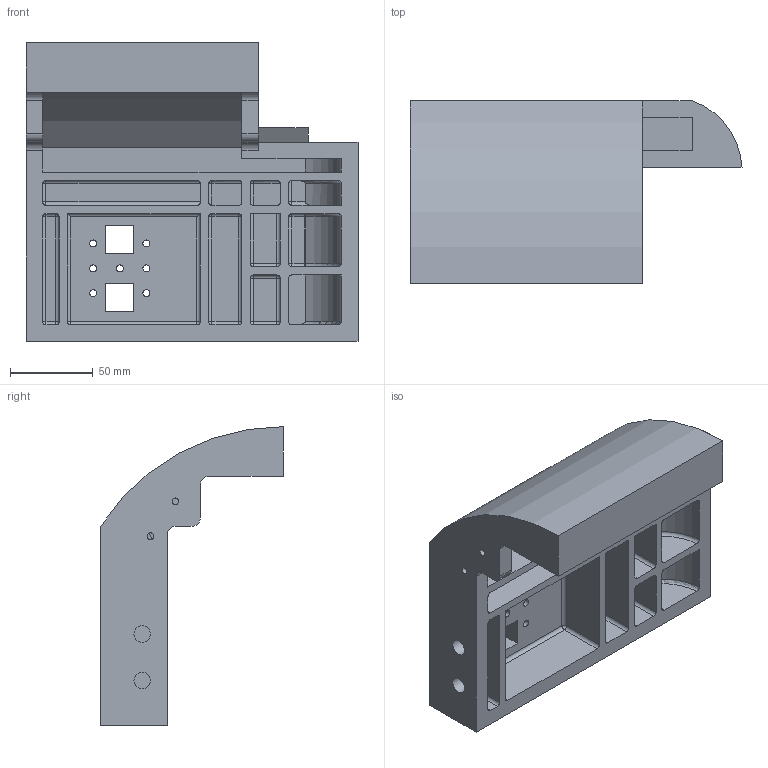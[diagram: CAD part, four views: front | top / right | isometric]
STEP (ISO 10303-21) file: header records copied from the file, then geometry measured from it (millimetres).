
FILE_DESCRIPTION(/* description */ (''),/* implementation_level */ '2;1');
FILE_NAME(/* name */ '',/* time_stamp */ '2025-05-09T02:14:29+03:00',/* author */ ('I9232'),/* organization */ (''),/* preprocessor_version */ 'ST-DEVELOPER v19.2',/* originating_system */ 'Autodesk Inventor 2023',/* authorisation */ '');
FILE_SCHEMA (('AUTOMOTIVE_DESIGN { 1 0 10303 214 3 1 1 }'));
Length unit declared in the file: millimetre
Products named in the file (1): Крышка
Bounding box: 200 x 110 x 180 mm (x, y, z)
Volume: 764691.6 mm3; surface area: 165223.6 mm2
Topology: 1 solids, 1 shells, 211 faces, 505 edges, 306 vertices
Faces by surface type: cylinder 94, plane 88, sphere 25, torus 4
Full cylindrical faces by diameter (mm): 4 x2, 4.2 x7, 10 x5
Entity records: 6247 total; most frequent: DIRECTION 1106, CARTESIAN_POINT 1096, ORIENTED_EDGE 1010, EDGE_CURVE 505, AXIS2_PLACEMENT_3D 396, LINE 314, VECTOR 314, VERTEX_POINT 306
